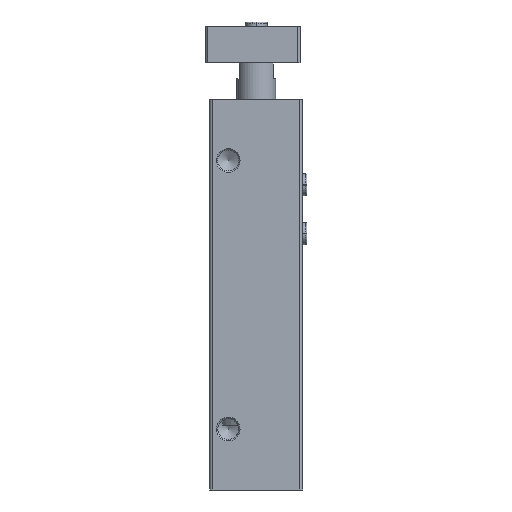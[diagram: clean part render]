
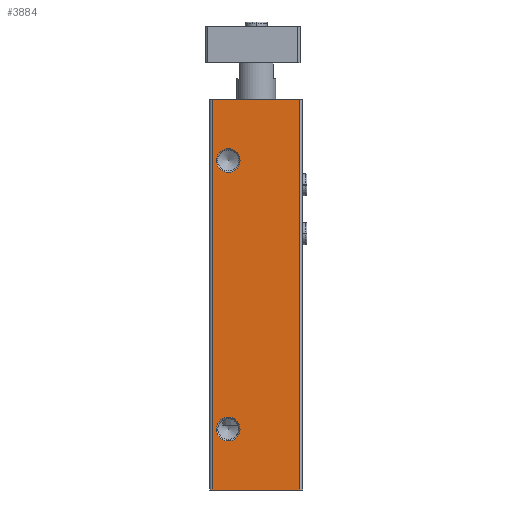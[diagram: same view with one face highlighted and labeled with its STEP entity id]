
A CAD part, left-side view. The second image highlights one B-rep face of the part: STEP entity #3884.
In plain terms, the highlighted planar face has unit normal (-1, 0, 0).
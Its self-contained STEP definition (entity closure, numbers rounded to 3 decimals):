
#63=PLANE('',#4208);
#281=CIRCLE('',#4209,4.864);
#282=CIRCLE('',#4210,4.864);
#507=ORIENTED_EDGE('',*,*,#1544,.T.);
#508=ORIENTED_EDGE('',*,*,#1545,.T.);
#509=ORIENTED_EDGE('',*,*,#1546,.F.);
#510=ORIENTED_EDGE('',*,*,#1547,.F.);
#511=ORIENTED_EDGE('',*,*,#1548,.T.);
#512=ORIENTED_EDGE('',*,*,#1549,.T.);
#1544=EDGE_CURVE('',#2063,#2063,#281,.T.);
#1545=EDGE_CURVE('',#2064,#2064,#282,.T.);
#1546=EDGE_CURVE('',#2065,#2066,#2455,.T.);
#1547=EDGE_CURVE('',#2067,#2065,#2456,.T.);
#1548=EDGE_CURVE('',#2067,#2068,#2457,.T.);
#1549=EDGE_CURVE('',#2068,#2066,#2458,.T.);
#2063=VERTEX_POINT('',#5977);
#2064=VERTEX_POINT('',#5979);
#2065=VERTEX_POINT('',#5981);
#2066=VERTEX_POINT('',#5982);
#2067=VERTEX_POINT('',#5984);
#2068=VERTEX_POINT('',#5986);
#2455=LINE('',#5980,#2718);
#2456=LINE('',#5983,#2719);
#2457=LINE('',#5985,#2720);
#2458=LINE('',#5987,#2721);
#2718=VECTOR('',#4712,1000.);
#2719=VECTOR('',#4713,1000.);
#2720=VECTOR('',#4714,1000.);
#2721=VECTOR('',#4715,1000.);
#2983=EDGE_LOOP('',(#507));
#2984=EDGE_LOOP('',(#508));
#2985=EDGE_LOOP('',(#509,#510,#511,#512));
#3384=FACE_BOUND('',#2983,.T.);
#3385=FACE_BOUND('',#2984,.T.);
#3386=FACE_BOUND('',#2985,.T.);
#3884=ADVANCED_FACE('',(#3384,#3385,#3386),#63,.T.);
#4208=AXIS2_PLACEMENT_3D('',#5975,#4706,#4707);
#4209=AXIS2_PLACEMENT_3D('',#5976,#4708,#4709);
#4210=AXIS2_PLACEMENT_3D('',#5978,#4710,#4711);
#4706=DIRECTION('',(-1.,0.,0.));
#4707=DIRECTION('',(0.,0.,1.));
#4708=DIRECTION('',(1.,0.,0.));
#4709=DIRECTION('',(0.,0.,-1.));
#4710=DIRECTION('',(1.,0.,0.));
#4711=DIRECTION('',(0.,0.,-1.));
#4712=DIRECTION('',(0.,-1.,0.));
#4713=DIRECTION('',(0.,0.,1.));
#4714=DIRECTION('',(0.,-1.,0.));
#4715=DIRECTION('',(0.,0.,1.));
#5975=CARTESIAN_POINT('',(-49.,18.,-160.1));
#5976=CARTESIAN_POINT('',(-49.,11.5,-135.1));
#5977=CARTESIAN_POINT('',(-49.,11.5,-139.964));
#5978=CARTESIAN_POINT('',(-49.,11.5,-25.));
#5979=CARTESIAN_POINT('',(-49.,11.5,-29.864));
#5980=CARTESIAN_POINT('',(-49.,18.,0.));
#5981=CARTESIAN_POINT('',(-49.,18.,0.));
#5982=CARTESIAN_POINT('',(-49.,-17.8,0.));
#5983=CARTESIAN_POINT('',(-49.,18.,-160.1));
#5984=CARTESIAN_POINT('',(-49.,18.,-160.1));
#5985=CARTESIAN_POINT('',(-49.,18.,-160.1));
#5986=CARTESIAN_POINT('',(-49.,-17.8,-160.1));
#5987=CARTESIAN_POINT('',(-49.,-17.8,-160.1));
